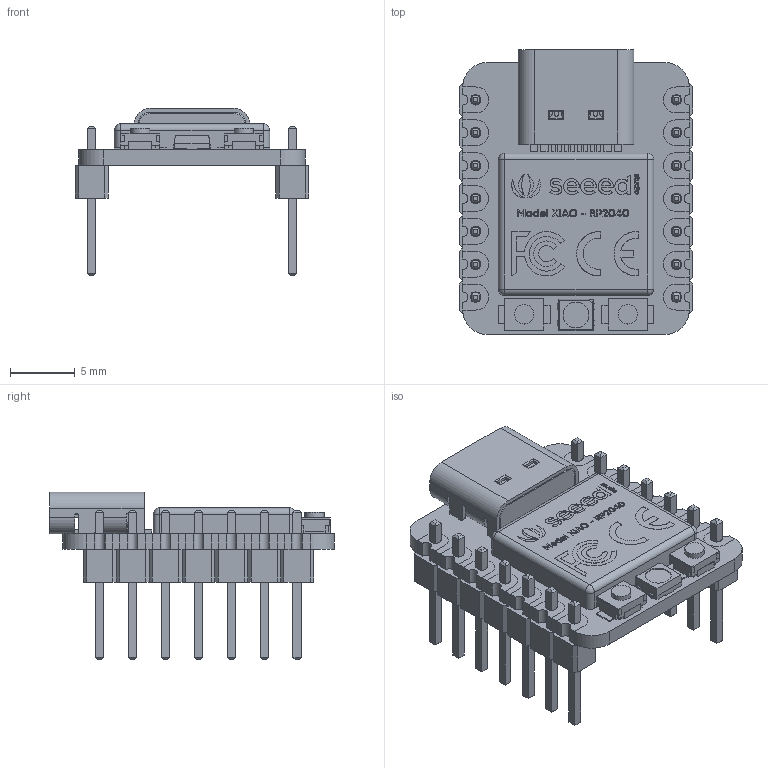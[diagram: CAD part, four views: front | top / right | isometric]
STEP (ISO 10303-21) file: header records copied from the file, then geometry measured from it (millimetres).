
FILE_DESCRIPTION(/* description */ (''),/* implementation_level */ '2;1');
FILE_NAME(/* name */ 'ef746fe4-2961-4a20-9160-458f0a758d89.zip.stp',/* time_stamp */ '2025-12-27T15:59:52Z',/* author */ (''),/* organization */ (''),/* preprocessor_version */ 'ST-DEVELOPER v20.1',/* originating_system */ 'Autodesk Translation Framework v14.24.0.0',/* authorisation */ '');
FILE_SCHEMA (('AUTOMOTIVE_DESIGN { 1 0 10303 214 3 1 1 }'));
Length unit declared in the file: millimetre
Products named in the file (11): Seeed Studio XIAO RP2040 v26; main; type-c v2; smd_button v3; SK6805-2.4x2.7 v1; Shell; DOUT; DIN; VSS; VDD; smd_button v3(Mirror)
Assembly tree (10 placements, depth 4):
  Seeed Studio XIAO RP2040 v26
    main
      type-c v2
      smd_button v3
      SK6805-2.4x2.7 v1
        Shell
        DOUT
        DIN
        VSS
        VDD
      smd_button v3(Mirror)
Bounding box: 18.04 x 22 x 12.95 mm (x, y, z)
Volume: 1102 mm3; surface area: 2772.2 mm2
Topology: 85 solids, 85 shells, 1581 faces, 3948 edges, 2556 vertices
Faces by surface type: plane 1183, cylinder 185, bspline 185, torus 12, sphere 10, cone 6
Full cylindrical faces by diameter (mm): 0.4 x1, 0.5 x2, 0.8 x14, 1.5 x2, 2 x1
Entity records: 48274 total; most frequent: CARTESIAN_POINT 10547, ORIENTED_EDGE 7880, DIRECTION 6822, EDGE_CURVE 3940, LINE 3180, VECTOR 3180, VERTEX_POINT 2556, AXIS2_PLACEMENT_3D 1821
